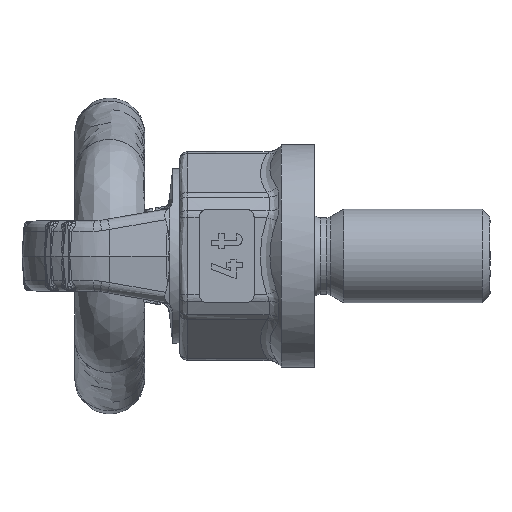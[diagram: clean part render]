
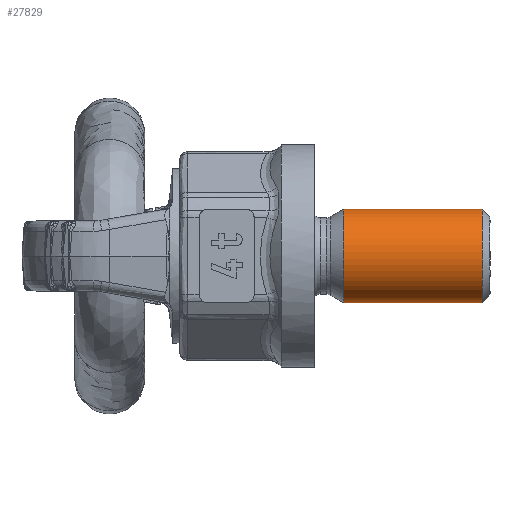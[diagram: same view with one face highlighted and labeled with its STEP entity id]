
A CAD part, front view. The second image highlights one B-rep face of the part: STEP entity #27829.
In plain terms, the highlighted free-form (B-spline) face has degree [2, 1] with [7, 2] control points.
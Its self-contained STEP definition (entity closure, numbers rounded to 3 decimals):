
#27750=CARTESIAN_POINT('V5050',(50.0,0.0,12.0));
#27751=VERTEX_POINT('V5050',#27750);
#27757=CARTESIAN_POINT('E2649',(50.0,0.0,12.0));
#27758=CARTESIAN_POINT('E2649',(50.0,20.785,12.0));
#27759=CARTESIAN_POINT('E2649',(50.0,10.392,-6.0));
#27760=CARTESIAN_POINT('E2649',(50.0,0.,-24.0));
#27761=CARTESIAN_POINT('E2649',(50.0,-10.392,-6.0));
#27762=CARTESIAN_POINT('E2649',(50.0,-20.785,12.0));
#27763=CARTESIAN_POINT('E2649',(50.0,0.0,12.0));
#27771=(BOUNDED_CURVE()B_SPLINE_CURVE(2,(#27757,#27758,#27759,
   #27760,#27761,#27762,#27763),.CIRCULAR_ARC.,.T.,.U.)
   B_SPLINE_CURVE_WITH_KNOTS((3,2,2,3),(0.0,13.472,
   26.944,40.417),.UNSPECIFIED.)CURVE()
   GEOMETRIC_REPRESENTATION_ITEM()RATIONAL_B_SPLINE_CURVE((1.0,
   0.5,1.0,0.5,1.0,0.5,1.0)
   )REPRESENTATION_ITEM('E2649'));
#27772=EDGE_CURVE('E2649',#27751,#27751,#27771,.T.);
#27779=CARTESIAN_POINT('F537',(50.0,0.0,12.0));
#27780=CARTESIAN_POINT('F537',(50.0,-20.785,12.0));
#27781=CARTESIAN_POINT('F537',(50.0,-10.392,-6.0));
#27782=CARTESIAN_POINT('F537',(50.0,0.,-24.0));
#27783=CARTESIAN_POINT('F537',(50.0,10.392,-6.0));
#27784=CARTESIAN_POINT('F537',(50.0,20.785,12.0));
#27785=CARTESIAN_POINT('F537',(50.0,0.0,12.0));
#27786=CARTESIAN_POINT('F537',(14.5,0.0,12.0));
#27787=CARTESIAN_POINT('F537',(14.5,
   -20.785,12.0));
#27788=CARTESIAN_POINT('F537',(14.5,
   -10.392,-6.0));
#27789=CARTESIAN_POINT('F537',(14.5,0.,
   -24.0));
#27790=CARTESIAN_POINT('F537',(14.5,10.392,
   -6.0));
#27791=CARTESIAN_POINT('F537',(14.5,20.785,
   12.0));
#27792=CARTESIAN_POINT('F537',(14.5,0.0,12.0));
#27800=(BOUNDED_SURFACE()B_SPLINE_SURFACE(2,1,((#27779,#27786),(
   #27780,#27787),(#27781,#27788),(#27782,#27789),(#27783,
   #27790),(#27784,#27791),(#27785,#27792)),.CYLINDRICAL_SURF.,
   .T.,.F.,.U.)B_SPLINE_SURFACE_WITH_KNOTS((3,2,2,3),(2,2),(0.0,
   1.171,2.342,3.513),(0.0,1.0),
   .UNSPECIFIED.)GEOMETRIC_REPRESENTATION_ITEM()
   RATIONAL_B_SPLINE_SURFACE(((1.0,1.0),(0.5,
   0.5),(1.0,1.0),(0.5,
   0.5),(1.0,1.0),(0.5,
   0.5),(1.0,1.0)))REPRESENTATION_ITEM('F537')
   SURFACE());
#27801=CARTESIAN_POINT('V5051',(14.5,0.0,12.0));
#27802=VERTEX_POINT('V5051',#27801);
#27803=CARTESIAN_POINT('E2650',(14.5,0.0,12.0));
#27804=CARTESIAN_POINT('E2650',(50.0,0.0,12.0));
#27805=QUASI_UNIFORM_CURVE('E2650',1,(#27803,#27804),.POLYLINE_FORM.,
   .F.,.U.);
#27806=EDGE_CURVE('E2650',#27802,#27751,#27805,.T.);
#27807=ORIENTED_EDGE('E2650',*,*,#27806,.F.);
#27808=CARTESIAN_POINT('E2653',(14.5,0.0,12.0));
#27809=CARTESIAN_POINT('E2653',(14.5,
   20.785,12.0));
#27810=CARTESIAN_POINT('E2653',(14.5,
   10.392,-6.0));
#27811=CARTESIAN_POINT('E2653',(14.5,0.,
   -24.0));
#27812=CARTESIAN_POINT('E2653',(14.5,
   -10.392,-6.0));
#27813=CARTESIAN_POINT('E2653',(14.5,
   -20.785,12.0));
#27814=CARTESIAN_POINT('E2653',(14.5,0.0,12.0));
#27822=(BOUNDED_CURVE()B_SPLINE_CURVE(2,(#27808,#27809,#27810,
   #27811,#27812,#27813,#27814),.CIRCULAR_ARC.,.T.,.U.)
   B_SPLINE_CURVE_WITH_KNOTS((3,2,2,3),(0.0,1.171,
   2.342,3.513),.UNSPECIFIED.)CURVE()
   GEOMETRIC_REPRESENTATION_ITEM()RATIONAL_B_SPLINE_CURVE((1.0,
   0.5,1.0,0.5,1.0,0.5,1.0)
   )REPRESENTATION_ITEM('E2653'));
#27823=EDGE_CURVE('E2653',#27802,#27802,#27822,.T.);
#27824=ORIENTED_EDGE('E2653',*,*,#27823,.F.);
#27825=ORIENTED_EDGE('E2650',*,*,#27806,.T.);
#27826=ORIENTED_EDGE('E2649',*,*,#27772,.T.);
#27827=EDGE_LOOP('F537',(#27807,#27824,#27825,#27826));
#27828=FACE_OUTER_BOUND('F537',#27827,.T.);
#27829=ADVANCED_FACE('F537',(#27828),#27800,.F.);
